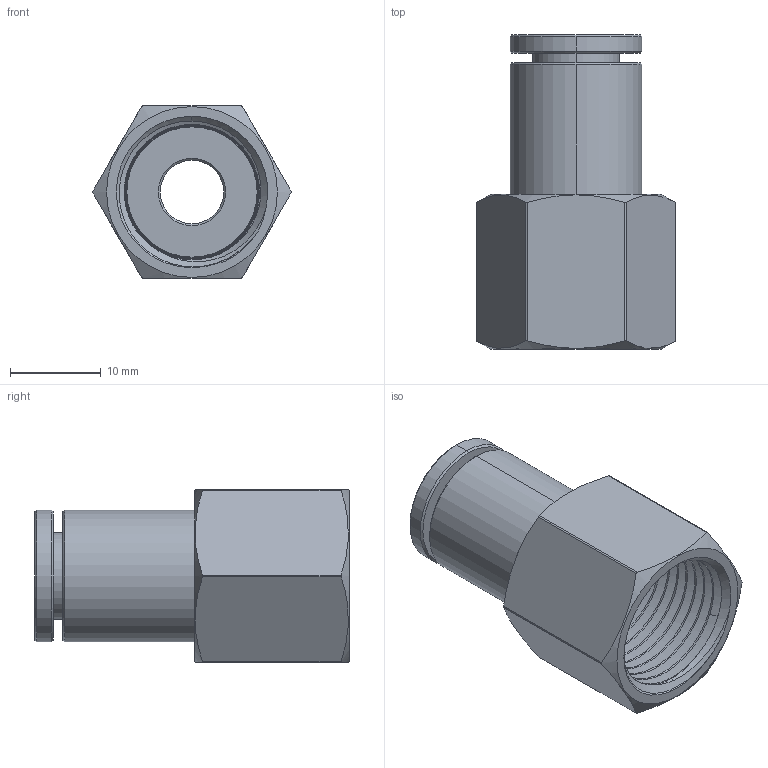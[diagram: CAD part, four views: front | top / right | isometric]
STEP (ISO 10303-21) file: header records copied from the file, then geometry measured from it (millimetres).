
FILE_DESCRIPTION (( 'STEP AP203' ), '1' );
FILE_NAME ('FCS8R3-8W.step', '2017-01-04T21:21:45', ( '' ), ( '' ), 'SwSTEP 2.0', 'SolidWorks 2016', '' );
FILE_SCHEMA (( 'CONFIG_CONTROL_DESIGN' ));
Products named in the file (1): FCS8R3-8W
Bounding box: 21.88 x 34.55 x 19 mm (x, y, z)
Volume: 4390.8 mm3; surface area: 5735.2 mm2
Topology: 5 solids, 5 shells, 392 faces, 1102 edges, 724 vertices
Faces by surface type: plane 152, cone 138, cylinder 60, bspline 42
Entity records: 53918 total; most frequent: CARTESIAN_POINT 44511, ORIENTED_EDGE 2204, DIRECTION 1649, EDGE_CURVE 1102, VERTEX_POINT 724, AXIS2_PLACEMENT_3D 674, B_SPLINE_CURVE_WITH_KNOTS 478, EDGE_LOOP 406
